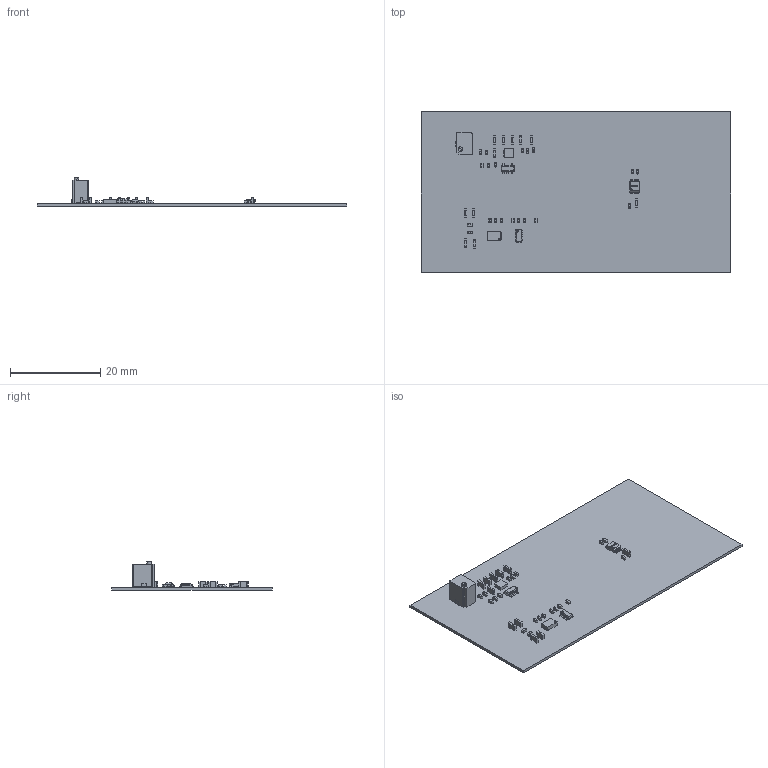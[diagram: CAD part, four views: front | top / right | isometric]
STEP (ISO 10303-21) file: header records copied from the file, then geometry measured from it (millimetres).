
FILE_DESCRIPTION(('Open CASCADE Model'),'2;1');
FILE_NAME('Open CASCADE Shape Model','2019-04-28T18:21:23',('Author'),( 'Open CASCADE'),'Open CASCADE STEP processor 6.8','Open CASCADE 6.8' ,'Unknown');
FILE_SCHEMA(('AUTOMOTIVE_DESIGN { 1 0 10303 214 1 1 1 1 }'));
Length unit declared in the file: millimetre
Products named in the file (52): PCB; Board; C4; User_Library-SMD_Ceramic_Capacitors_0402_(1005)_BD; U3; User_Library-DFN-8-2; U5; User_Library-DFN-6-1; U4; User_Library-sot235; U2; User_Library-sot236; U1; User_Library-SOP50P310X90-8N[8US8_VSSOP_DCU_MO-187CA]; R12; User_Library-TRIMMER_PVG5A; User_Library-TRIMMER_PVG5A_ACIS_Solid_2597; User_Library-TRIMMER_PVG5A_ACIS_Solid_2644; User_Library-TRIMMER_PVG5A_ACIS_Solid_2560; User_Library-TRIMMER_PVG5A_ACIS_Solid_2840; User_Library-TRIMMER_PVG5A_ACIS_Solid_2507; R11; R10; R9; R8; CircuitWorks-RESISTOR_0805; R7; R6; R5; R4; R3; R2; R1; L1; F?; D5; D4; D3; C15; C14 ...
Assembly tree (80 placements, depth 4):
  PCB
    Board
    C4
      User_Library-SMD_Ceramic_Capacitors_0402_(1005)_BD
    U3
      User_Library-DFN-8-2
    U5
      User_Library-DFN-6-1
    U4
      User_Library-sot235
    U2
      User_Library-sot236
    U1
      User_Library-SOP50P310X90-8N[8US8_VSSOP_DCU_MO-187CA]
    R12
      User_Library-TRIMMER_PVG5A
        User_Library-TRIMMER_PVG5A_ACIS_Solid_2597
        User_Library-TRIMMER_PVG5A_ACIS_Solid_2644
        User_Library-TRIMMER_PVG5A_ACIS_Solid_2560
        User_Library-TRIMMER_PVG5A_ACIS_Solid_2840
        User_Library-TRIMMER_PVG5A_ACIS_Solid_2507
    R11
      User_Library-SMD_Ceramic_Capacitors_0402_(1005)_BD
    R10
      User_Library-SMD_Ceramic_Capacitors_0402_(1005)_BD
    R9
      User_Library-SMD_Ceramic_Capacitors_0402_(1005)_BD
    R8
      CircuitWorks-RESISTOR_0805
    R7
      CircuitWorks-RESISTOR_0805
    R6
      CircuitWorks-RESISTOR_0805
    R5
      CircuitWorks-RESISTOR_0805
    R4
      User_Library-SMD_Ceramic_Capacitors_0402_(1005)_BD
    R3
      User_Library-SMD_Ceramic_Capacitors_0402_(1005)_BD
    R2
      User_Library-SMD_Ceramic_Capacitors_0402_(1005)_BD
    R1
      User_Library-SMD_Ceramic_Capacitors_0402_(1005)_BD
    L1
      CircuitWorks-RESISTOR_0805
    F?
      User_Library-SMD_Ceramic_Capacitors_0402_(1005)_BD
    D5
      User_Library-SMD_Ceramic_Capacitors_0402_(1005)_BD
    D4
      User_Library-SMD_Ceramic_Capacitors_0402_(1005)_BD
    D3
      User_Library-SMD_Ceramic_Capacitors_0402_(1005)_BD
    C15
      User_Library-SMD_Ceramic_Capacitors_0402_(1005)_BD
    C14
      User_Library-SMD_Ceramic_Capacitors_0402_(1005)_BD
    C13
      CircuitWorks-RESISTOR_0805
    C12
Bounding box: 68.58 x 35.56 x 6.24 mm (x, y, z)
Volume: 1642.3 mm3; surface area: 5442.8 mm2
Topology: 82 solids, 82 shells, 2032 faces, 4660 edges, 2590 vertices
Faces by surface type: plane 1038, cylinder 499, bspline 493, cone 2
Entity records: 29244 total; most frequent: CARTESIAN_POINT 8208, ORIENTED_EDGE 3560, DIRECTION 3194, EDGE_CURVE 1780, LINE 1266, VECTOR 1266, VERTEX_POINT 1134, AXIS2_PLACEMENT_3D 964
